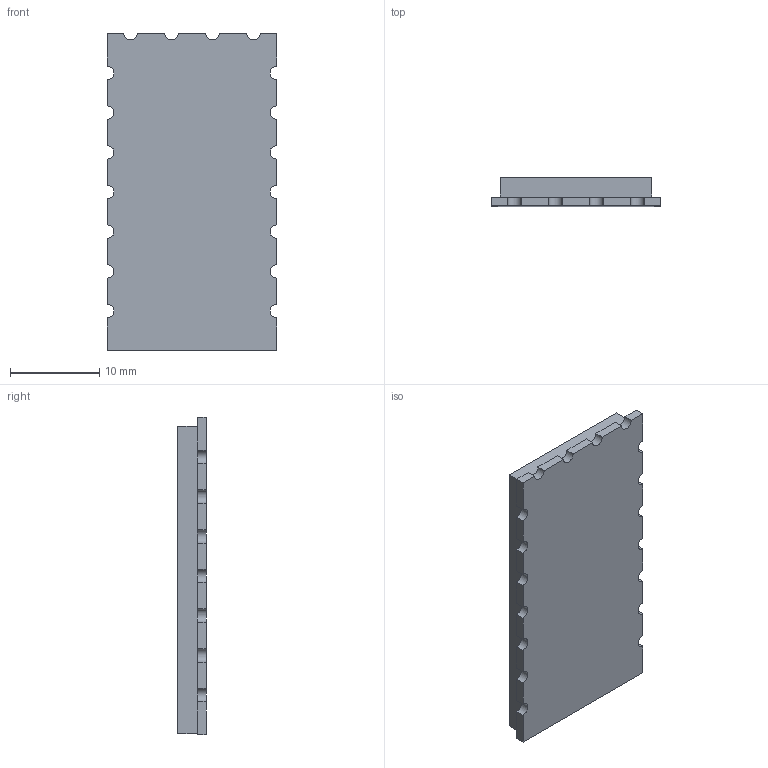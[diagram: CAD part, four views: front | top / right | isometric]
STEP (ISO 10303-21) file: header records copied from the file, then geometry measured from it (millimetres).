
FILE_DESCRIPTION (( 'STEP AP214' ), '1' );
FILE_NAME ('SA868.STEP', '2024-02-19T18:00:14', ( '' ), ( '' ), 'SwSTEP 2.0', 'SolidWorks 2020', '' );
FILE_SCHEMA (( 'AUTOMOTIVE_DESIGN' ));
Length unit declared in the file: millimetre
Products named in the file (1): SA868
Bounding box: 19 x 3.2 x 35.6 mm (x, y, z)
Volume: 1948 mm3; surface area: 1683.5 mm2
Topology: 1 solids, 1 shells, 101 faces, 240 edges, 160 vertices
Faces by surface type: cylinder 54, plane 47
Entity records: 3315 total; most frequent: DIRECTION 552, CARTESIAN_POINT 502, ORIENTED_EDGE 480, EDGE_CURVE 240, AXIS2_PLACEMENT_3D 210, VERTEX_POINT 160, VECTOR 132, LINE 132
